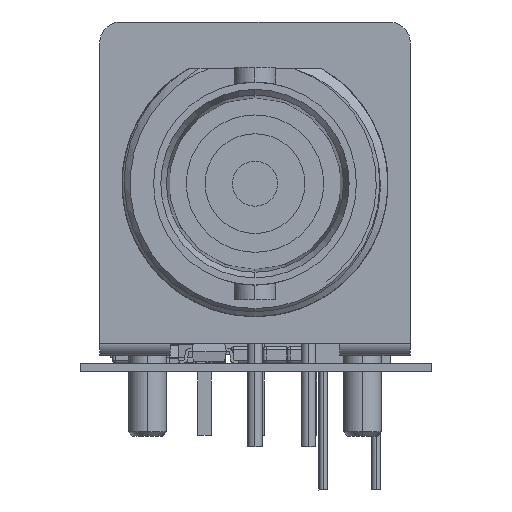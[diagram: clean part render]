
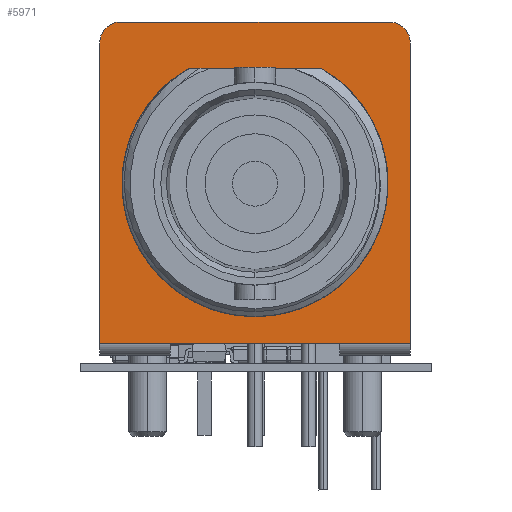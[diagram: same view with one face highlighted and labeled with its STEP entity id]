
A CAD part, left-side view. The second image highlights one B-rep face of the part: STEP entity #5971.
In plain terms, the highlighted face is planar.
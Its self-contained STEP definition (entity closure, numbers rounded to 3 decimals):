
#2816 = VERTEX_POINT('',#2817);
#2817 = CARTESIAN_POINT('',(2.916,5.45,-20.75));
#2825 = EDGE_CURVE('',#2826,#2816,#2828,.T.);
#2826 = VERTEX_POINT('',#2827);
#2827 = CARTESIAN_POINT('',(-2.541,5.45,-20.75));
#2828 = LINE('',#2829,#2830);
#2829 = CARTESIAN_POINT('',(-2.541,5.45,-20.75));
#2830 = VECTOR('',#2831,1.);
#2831 = DIRECTION('',(1.,0.,0.));
#3521 = VERTEX_POINT('',#3522);
#3522 = CARTESIAN_POINT('',(6.052,1.731,-20.75));
#3534 = EDGE_CURVE('',#3521,#3535,#3537,.T.);
#3535 = VERTEX_POINT('',#3536);
#3536 = CARTESIAN_POINT('',(5.656,2.763,-20.75));
#3537 = CIRCLE('',#3538,6.295);
#3538 = AXIS2_PLACEMENT_3D('',#3539,#3540,#3541);
#3539 = CARTESIAN_POINT('',(0.,0.,-20.75));
#3540 = DIRECTION('',(0.,0.,1.));
#3541 = DIRECTION('',(0.961,0.275,0.));
#4453 = VERTEX_POINT('',#4454);
#4454 = CARTESIAN_POINT('',(-5.36,-2.057,-20.75));
#4486 = EDGE_CURVE('',#4453,#2826,#4487,.T.);
#4487 = B_SPLINE_CURVE_WITH_KNOTS('',3,(#4488,#4489,#4490,#4491,#4492,
    #4493,#4494,#4495,#4496,#4497,#4498,#4499,#4500),.UNSPECIFIED.,.F.,
  .F.,(4,1,1,1,1,1,1,1,1,1,4),(0.,0.1,0.2,0.3,0.4,0.5,0.6,0.7,0.8,
    0.9,1.),.QUASI_UNIFORM_KNOTS.);
#4488 = CARTESIAN_POINT('',(-5.36,-2.057,-20.75));
#4489 = CARTESIAN_POINT('',(-5.472,-1.79,-20.75));
#4490 = CARTESIAN_POINT('',(-5.655,-1.245,-20.75));
#4491 = CARTESIAN_POINT('',(-5.806,-0.378,-20.75));
#4492 = CARTESIAN_POINT('',(-5.824,0.497,-20.75));
#4493 = CARTESIAN_POINT('',(-5.71,1.37,-20.75));
#4494 = CARTESIAN_POINT('',(-5.465,2.222,-20.75));
#4495 = CARTESIAN_POINT('',(-5.097,3.024,-20.75));
#4496 = CARTESIAN_POINT('',(-4.607,3.772,-20.75));
#4497 = CARTESIAN_POINT('',(-4.014,4.435,-20.75));
#4498 = CARTESIAN_POINT('',(-3.321,5.007,-20.75));
#4499 = CARTESIAN_POINT('',(-2.81,5.314,-20.75));
#4500 = CARTESIAN_POINT('',(-2.541,5.45,-20.75));
#4562 = EDGE_CURVE('',#2816,#3535,#4563,.T.);
#4563 = B_SPLINE_CURVE_WITH_KNOTS('',3,(#4564,#4565,#4566,#4567,#4568,
    #4569,#4570,#4571,#4572,#4573),.UNSPECIFIED.,.F.,.F.,(4,1,1,1,1,1,1,
    4),(0.,0.143,0.286,0.429,
    0.571,0.714,0.857,1.),.UNSPECIFIED.);
#4564 = CARTESIAN_POINT('',(2.916,5.45,-20.75));
#4565 = CARTESIAN_POINT('',(3.1,5.358,-20.75));
#4566 = CARTESIAN_POINT('',(3.448,5.162,-20.75));
#4567 = CARTESIAN_POINT('',(3.906,4.844,-20.75));
#4568 = CARTESIAN_POINT('',(4.326,4.495,-20.75));
#4569 = CARTESIAN_POINT('',(4.715,4.111,-20.75));
#4570 = CARTESIAN_POINT('',(5.07,3.69,-20.75));
#4571 = CARTESIAN_POINT('',(5.388,3.24,-20.75));
#4572 = CARTESIAN_POINT('',(5.571,2.925,-20.75));
#4573 = CARTESIAN_POINT('',(5.656,2.763,-20.75));
#5898 = EDGE_CURVE('',#3521,#4453,#5899,.T.);
#5899 = B_SPLINE_CURVE_WITH_KNOTS('',3,(#5900,#5901,#5902,#5903,#5904,
    #5905,#5906,#5907,#5908,#5909,#5910,#5911,#5912,#5913,#5914,#5915,
    #5916,#5917,#5918,#5919,#5920,#5921,#5922,#5923,#5924),
  .UNSPECIFIED.,.F.,.F.,(4,1,1,1,1,1,1,1,1,1,1,1,1,1,1,1,1,1,1,1,1,1,4),
  (0.,0.045,0.091,
    0.136,0.182,0.227,0.273,
    0.318,0.364,0.409,0.455,
    0.5,0.545,0.591,0.636,
    0.682,0.727,0.773,0.818,
    0.864,0.909,0.955,1.),.UNSPECIFIED.);
#5900 = CARTESIAN_POINT('',(6.052,1.731,-20.75));
#5901 = CARTESIAN_POINT('',(6.104,1.528,-20.75));
#5902 = CARTESIAN_POINT('',(6.186,1.122,-20.75));
#5903 = CARTESIAN_POINT('',(6.248,0.508,-20.75));
#5904 = CARTESIAN_POINT('',(6.25,-0.107,-20.75));
#5905 = CARTESIAN_POINT('',(6.189,-0.749,-20.75));
#5906 = CARTESIAN_POINT('',(6.048,-1.438,-20.75));
#5907 = CARTESIAN_POINT('',(5.796,-2.196,-20.75));
#5908 = CARTESIAN_POINT('',(5.403,-2.988,-20.75));
#5909 = CARTESIAN_POINT('',(4.881,-3.739,-20.75));
#5910 = CARTESIAN_POINT('',(4.247,-4.409,-20.75));
#5911 = CARTESIAN_POINT('',(3.519,-4.976,-20.75));
#5912 = CARTESIAN_POINT('',(2.72,-5.423,-20.75));
#5913 = CARTESIAN_POINT('',(1.864,-5.744,-20.75));
#5914 = CARTESIAN_POINT('',(0.976,-5.932,-20.75));
#5915 = CARTESIAN_POINT('',(0.07,-5.984,-20.75)
  );
#5916 = CARTESIAN_POINT('',(-0.83,-5.899,-20.75));
#5917 = CARTESIAN_POINT('',(-1.701,-5.68,-20.75));
#5918 = CARTESIAN_POINT('',(-2.532,-5.331,-20.75));
#5919 = CARTESIAN_POINT('',(-3.29,-4.867,-20.75));
#5920 = CARTESIAN_POINT('',(-3.975,-4.288,-20.75));
#5921 = CARTESIAN_POINT('',(-4.554,-3.622,-20.75));
#5922 = CARTESIAN_POINT('',(-5.03,-2.87,-20.75));
#5923 = CARTESIAN_POINT('',(-5.263,-2.335,-20.75));
#5924 = CARTESIAN_POINT('',(-5.36,-2.057,-20.75));
#5971 = ADVANCED_FACE('',(#5972,#6024),#6031,.T.);
#5972 = FACE_BOUND('',#5973,.T.);
#5973 = EDGE_LOOP('',(#5974,#5984,#5993,#6001,#6009,#6017));
#5974 = ORIENTED_EDGE('',*,*,#5975,.F.);
#5975 = EDGE_CURVE('',#5976,#5978,#5980,.T.);
#5976 = VERTEX_POINT('',#5977);
#5977 = CARTESIAN_POINT('',(-6.35,7.65,-20.75));
#5978 = VERTEX_POINT('',#5979);
#5979 = CARTESIAN_POINT('',(6.35,7.65,-20.75));
#5980 = LINE('',#5981,#5982);
#5981 = CARTESIAN_POINT('',(-6.35,7.65,-20.75));
#5982 = VECTOR('',#5983,1.);
#5983 = DIRECTION('',(1.,0.,0.));
#5984 = ORIENTED_EDGE('',*,*,#5985,.T.);
#5985 = EDGE_CURVE('',#5976,#5986,#5988,.T.);
#5986 = VERTEX_POINT('',#5987);
#5987 = CARTESIAN_POINT('',(-7.35,6.65,-20.75));
#5988 = CIRCLE('',#5989,1.);
#5989 = AXIS2_PLACEMENT_3D('',#5990,#5991,#5992);
#5990 = CARTESIAN_POINT('',(-6.35,6.65,-20.75));
#5991 = DIRECTION('',(0.,0.,1.));
#5992 = DIRECTION('',(0.,1.,0.));
#5993 = ORIENTED_EDGE('',*,*,#5994,.T.);
#5994 = EDGE_CURVE('',#5986,#5995,#5997,.T.);
#5995 = VERTEX_POINT('',#5996);
#5996 = CARTESIAN_POINT('',(-7.35,-7.55,-20.75));
#5997 = LINE('',#5998,#5999);
#5998 = CARTESIAN_POINT('',(-7.35,6.65,-20.75));
#5999 = VECTOR('',#6000,1.);
#6000 = DIRECTION('',(0.,-1.,0.));
#6001 = ORIENTED_EDGE('',*,*,#6002,.T.);
#6002 = EDGE_CURVE('',#5995,#6003,#6005,.T.);
#6003 = VERTEX_POINT('',#6004);
#6004 = CARTESIAN_POINT('',(7.35,-7.55,-20.75));
#6005 = LINE('',#6006,#6007);
#6006 = CARTESIAN_POINT('',(-7.35,-7.55,-20.75));
#6007 = VECTOR('',#6008,1.);
#6008 = DIRECTION('',(1.,0.,0.));
#6009 = ORIENTED_EDGE('',*,*,#6010,.F.);
#6010 = EDGE_CURVE('',#6011,#6003,#6013,.T.);
#6011 = VERTEX_POINT('',#6012);
#6012 = CARTESIAN_POINT('',(7.35,6.65,-20.75));
#6013 = LINE('',#6014,#6015);
#6014 = CARTESIAN_POINT('',(7.35,6.65,-20.75));
#6015 = VECTOR('',#6016,1.);
#6016 = DIRECTION('',(0.,-1.,0.));
#6017 = ORIENTED_EDGE('',*,*,#6018,.T.);
#6018 = EDGE_CURVE('',#6011,#5978,#6019,.T.);
#6019 = CIRCLE('',#6020,1.);
#6020 = AXIS2_PLACEMENT_3D('',#6021,#6022,#6023);
#6021 = CARTESIAN_POINT('',(6.35,6.65,-20.75));
#6022 = DIRECTION('',(0.,0.,1.));
#6023 = DIRECTION('',(1.,0.,0.));
#6024 = FACE_BOUND('',#6025,.T.);
#6025 = EDGE_LOOP('',(#6026,#6027,#6028,#6029,#6030));
#6026 = ORIENTED_EDGE('',*,*,#3534,.F.);
#6027 = ORIENTED_EDGE('',*,*,#5898,.T.);
#6028 = ORIENTED_EDGE('',*,*,#4486,.T.);
#6029 = ORIENTED_EDGE('',*,*,#2825,.T.);
#6030 = ORIENTED_EDGE('',*,*,#4562,.T.);
#6031 = PLANE('',#6032);
#6032 = AXIS2_PLACEMENT_3D('',#6033,#6034,#6035);
#6033 = CARTESIAN_POINT('',(-7.35,7.65,-20.75));
#6034 = DIRECTION('',(0.,0.,1.));
#6035 = DIRECTION('',(1.,0.,0.));
